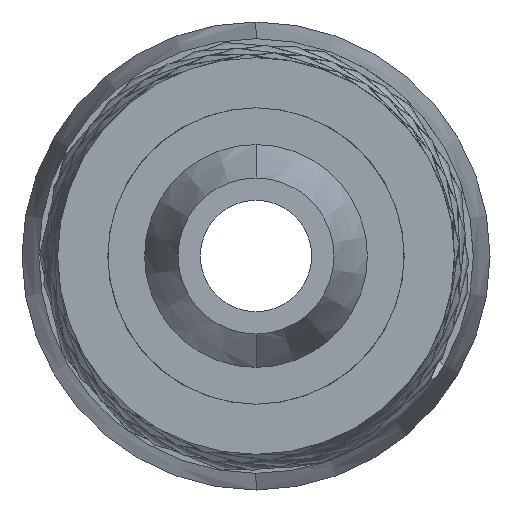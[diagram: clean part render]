
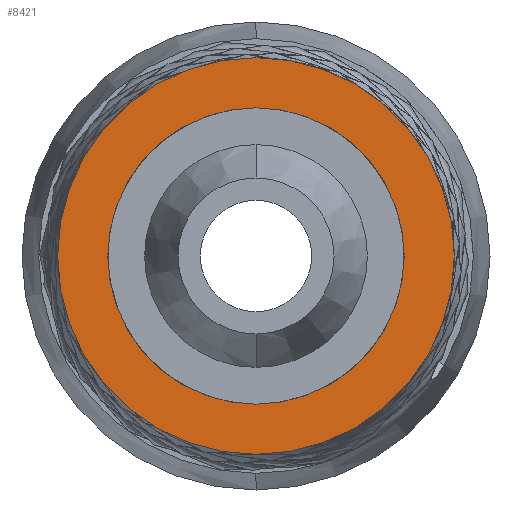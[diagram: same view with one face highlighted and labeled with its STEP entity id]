
A CAD part, left-side view. The second image highlights one B-rep face of the part: STEP entity #8421.
In plain terms, the highlighted planar face has unit normal (-1, 0, 0).
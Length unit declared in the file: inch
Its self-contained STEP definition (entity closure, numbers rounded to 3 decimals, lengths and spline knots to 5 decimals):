
#545 = CIRCLE ( 'NONE', #8479, 0.35039 ) ;
#1060 = ORIENTED_EDGE ( 'NONE', *, *, #6443, .F. ) ;
#1265 = CARTESIAN_POINT ( 'NONE',  ( -4.33071, 0., -0.35039 ) ) ;
#1307 = CARTESIAN_POINT ( 'NONE',  ( -4.33071, 0., -0.26181 ) ) ;
#2149 = CARTESIAN_POINT ( 'NONE',  ( -4.33071, 0., 0.35039 ) ) ;
#2187 = VERTEX_POINT ( 'NONE', #4922 ) ;
#2266 = DIRECTION ( 'NONE',  ( 0., 0., -1. ) ) ;
#2269 = ORIENTED_EDGE ( 'NONE', *, *, #5011, .F. ) ;
#2825 = DIRECTION ( 'NONE',  ( -1., 0., 0. ) ) ;
#2838 = VERTEX_POINT ( 'NONE', #2149 ) ;
#3445 = AXIS2_PLACEMENT_3D ( 'NONE', #5929, #4282, #8546 ) ;
#3625 = CARTESIAN_POINT ( 'NONE',  ( -4.33071, 0., 0. ) ) ;
#3637 = VERTEX_POINT ( 'NONE', #1265 ) ;
#3667 = EDGE_LOOP ( 'NONE', ( #7778, #2269 ) ) ;
#3832 = CIRCLE ( 'NONE', #3445, 0.26181 ) ;
#4129 = AXIS2_PLACEMENT_3D ( 'NONE', #3625, #2825, #8806 ) ;
#4282 = DIRECTION ( 'NONE',  ( -1., 0., 0. ) ) ;
#4382 = FACE_OUTER_BOUND ( 'NONE', #3667, .T. ) ;
#4383 = CARTESIAN_POINT ( 'NONE',  ( -4.33071, 0., 0. ) ) ;
#4697 = PLANE ( 'NONE',  #7090 ) ;
#4820 = AXIS2_PLACEMENT_3D ( 'NONE', #5628, #10684, #8076 ) ;
#4876 = DIRECTION ( 'NONE',  ( 1., 0., 0. ) ) ;
#4922 = CARTESIAN_POINT ( 'NONE',  ( -4.33071, 0., 0.26181 ) ) ;
#5011 = EDGE_CURVE ( 'NONE', #2838, #3637, #545, .T. ) ;
#5014 = EDGE_LOOP ( 'NONE', ( #9649, #1060 ) ) ;
#5335 = DIRECTION ( 'NONE',  ( 0., 0., -1. ) ) ;
#5628 = CARTESIAN_POINT ( 'NONE',  ( -4.33071, 0., 0. ) ) ;
#5929 = CARTESIAN_POINT ( 'NONE',  ( -4.33071, 0., 0. ) ) ;
#6443 = EDGE_CURVE ( 'NONE', #7921, #2187, #9578, .T. ) ;
#7090 = AXIS2_PLACEMENT_3D ( 'NONE', #10935, #4876, #2266 ) ;
#7778 = ORIENTED_EDGE ( 'NONE', *, *, #8356, .F. ) ;
#7853 = DIRECTION ( 'NONE',  ( 1., 0., 0. ) ) ;
#7921 = VERTEX_POINT ( 'NONE', #1307 ) ;
#8076 = DIRECTION ( 'NONE',  ( 0., 0., -1. ) ) ;
#8356 = EDGE_CURVE ( 'NONE', #3637, #2838, #10292, .T. ) ;
#8421 = ADVANCED_FACE ( 'NONE', ( #11094, #4382 ), #4697, .F. ) ;
#8479 = AXIS2_PLACEMENT_3D ( 'NONE', #4383, #7853, #5335 ) ;
#8546 = DIRECTION ( 'NONE',  ( 0., 0., 1. ) ) ;
#8806 = DIRECTION ( 'NONE',  ( 0., 0., 1. ) ) ;
#9578 = CIRCLE ( 'NONE', #4129, 0.26181 ) ;
#9649 = ORIENTED_EDGE ( 'NONE', *, *, #10330, .F. ) ;
#10292 = CIRCLE ( 'NONE', #4820, 0.35039 ) ;
#10330 = EDGE_CURVE ( 'NONE', #2187, #7921, #3832, .T. ) ;
#10684 = DIRECTION ( 'NONE',  ( 1., 0., 0. ) ) ;
#10935 = CARTESIAN_POINT ( 'NONE',  ( -4.33071, 0., 0. ) ) ;
#11094 = FACE_BOUND ( 'NONE', #5014, .T. ) ;
